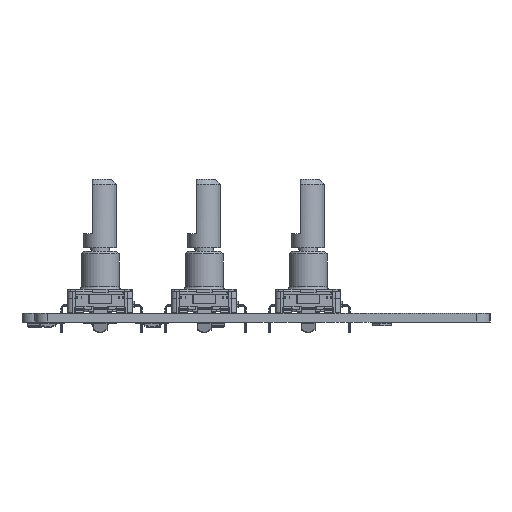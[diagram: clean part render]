
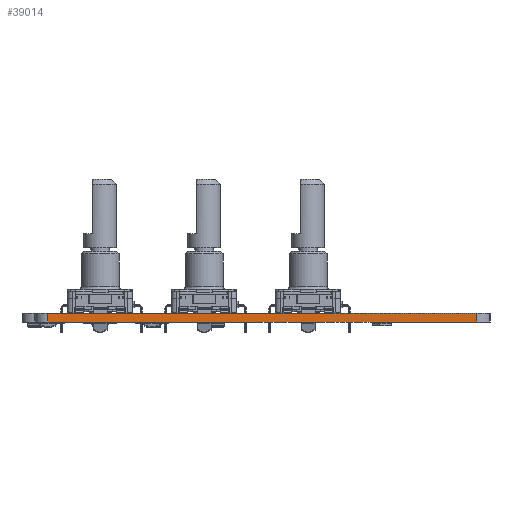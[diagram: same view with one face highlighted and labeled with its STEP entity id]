
A CAD part, left-side view. The second image highlights one B-rep face of the part: STEP entity #39014.
In plain terms, the highlighted planar face has unit normal (-1, 0, 0).
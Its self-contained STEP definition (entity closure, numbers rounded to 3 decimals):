
#23543 = VERTEX_POINT('',#23544);
#23544 = CARTESIAN_POINT('',(12.7,-22.225,0.));
#23550 = EDGE_CURVE('',#23551,#23543,#23553,.T.);
#23551 = VERTEX_POINT('',#23552);
#23552 = CARTESIAN_POINT('',(12.7,-100.806,0.));
#23553 = LINE('',#23554,#23555);
#23554 = CARTESIAN_POINT('',(12.7,-100.806,0.));
#23555 = VECTOR('',#23556,1.);
#23556 = DIRECTION('',(0.,1.,0.));
#30675 = VERTEX_POINT('',#30676);
#30676 = CARTESIAN_POINT('',(12.7,-22.225,1.6));
#30682 = EDGE_CURVE('',#30683,#30675,#30685,.T.);
#30683 = VERTEX_POINT('',#30684);
#30684 = CARTESIAN_POINT('',(12.7,-100.806,1.6));
#30685 = LINE('',#30686,#30687);
#30686 = CARTESIAN_POINT('',(12.7,-100.806,1.6));
#30687 = VECTOR('',#30688,1.);
#30688 = DIRECTION('',(0.,1.,0.));
#38984 = EDGE_CURVE('',#23543,#30675,#38985,.T.);
#38985 = LINE('',#38986,#38987);
#38986 = CARTESIAN_POINT('',(12.7,-22.225,0.));
#38987 = VECTOR('',#38988,1.);
#38988 = DIRECTION('',(0.,0.,1.));
#39014 = ADVANCED_FACE('',(#39015),#39026,.T.);
#39015 = FACE_BOUND('',#39016,.T.);
#39016 = EDGE_LOOP('',(#39017,#39023,#39024,#39025));
#39017 = ORIENTED_EDGE('',*,*,#39018,.T.);
#39018 = EDGE_CURVE('',#23551,#30683,#39019,.T.);
#39019 = LINE('',#39020,#39021);
#39020 = CARTESIAN_POINT('',(12.7,-100.806,0.));
#39021 = VECTOR('',#39022,1.);
#39022 = DIRECTION('',(0.,0.,1.));
#39023 = ORIENTED_EDGE('',*,*,#30682,.T.);
#39024 = ORIENTED_EDGE('',*,*,#38984,.F.);
#39025 = ORIENTED_EDGE('',*,*,#23550,.F.);
#39026 = PLANE('',#39027);
#39027 = AXIS2_PLACEMENT_3D('',#39028,#39029,#39030);
#39028 = CARTESIAN_POINT('',(12.7,-100.806,0.));
#39029 = DIRECTION('',(-1.,0.,0.));
#39030 = DIRECTION('',(0.,1.,0.));
